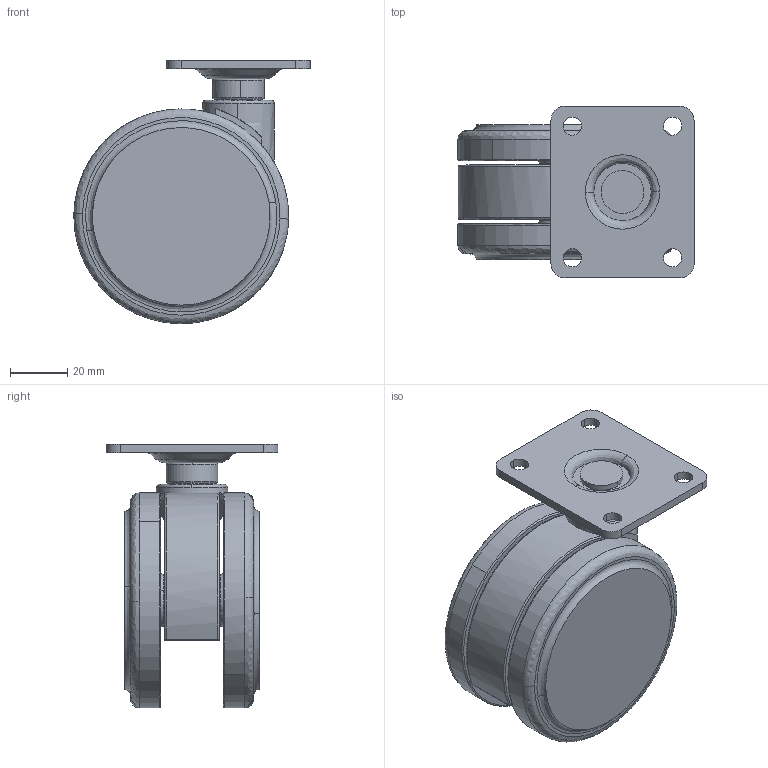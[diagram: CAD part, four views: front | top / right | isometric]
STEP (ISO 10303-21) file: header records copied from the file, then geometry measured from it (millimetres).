
FILE_DESCRIPTION((''),'2;1');
FILE_NAME('','2008-04-30T14:04:38',(''),(''),'','CADfix','');
FILE_SCHEMA(('AUTOMOTIVE_DESIGN { 1 0 10303 214 1 1 1 1 }'));
Length unit declared in the file: millimetre
Bounding box: 82.5 x 60 x 92 mm (x, y, z)
Volume: 168463.1 mm3; surface area: 43397.7 mm2
Topology: 5 solids, 5 shells, 140 faces, 435 edges, 316 vertices
Faces by surface type: bspline 140
Entity records: 6199 total; most frequent: CARTESIAN_POINT 3879, ORIENTED_EDGE 870, EDGE_CURVE 435, VERTEX_POINT 316, EDGE_LOOP 163, FACE_OUTER_BOUND 140, ADVANCED_FACE 140, QUASI_UNIFORM_CURVE 89
